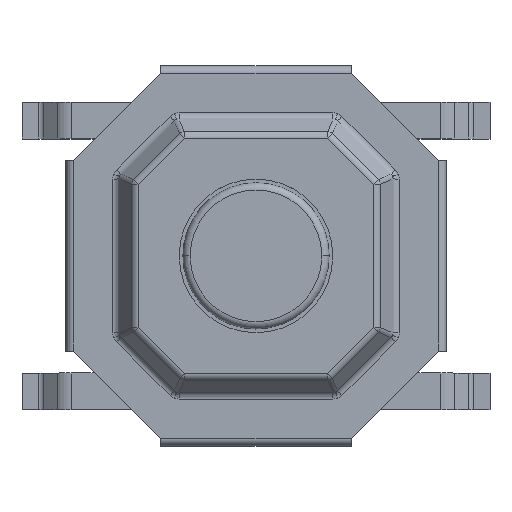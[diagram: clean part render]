
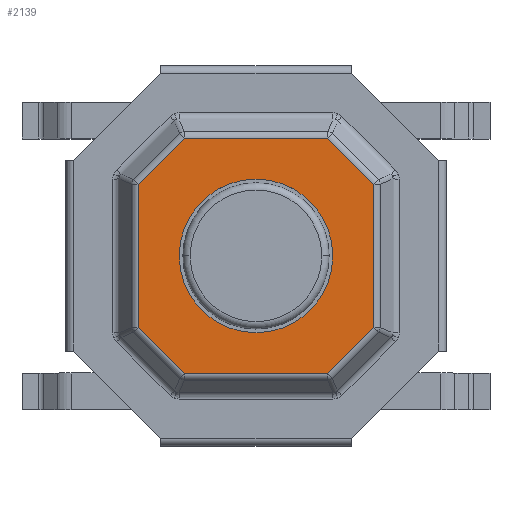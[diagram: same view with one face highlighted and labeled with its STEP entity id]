
A CAD part, top view. The second image highlights one B-rep face of the part: STEP entity #2139.
In plain terms, the highlighted planar face has unit normal (0, 0, 1).
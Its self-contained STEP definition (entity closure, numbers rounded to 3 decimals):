
#1190 = VERTEX_POINT('',#1191);
#1191 = CARTESIAN_POINT('',(1.05,0.,1.2));
#1197 = EDGE_CURVE('',#1198,#1190,#1200,.T.);
#1198 = VERTEX_POINT('',#1199);
#1199 = CARTESIAN_POINT('',(-1.05,0.,1.2));
#1200 = CIRCLE('',#1201,1.05);
#1201 = AXIS2_PLACEMENT_3D('',#1202,#1203,#1204);
#1202 = CARTESIAN_POINT('',(0.,0.,1.2));
#1203 = DIRECTION('',(0.,0.,1.));
#1204 = DIRECTION('',(1.,0.,-0.));
#2139 = ADVANCED_FACE('',(#2140,#2206),#2216,.F.);
#2140 = FACE_BOUND('',#2141,.T.);
#2141 = EDGE_LOOP('',(#2142,#2152,#2160,#2168,#2176,#2184,#2192,#2200));
#2142 = ORIENTED_EDGE('',*,*,#2143,.T.);
#2143 = EDGE_CURVE('',#2144,#2146,#2148,.T.);
#2144 = VERTEX_POINT('',#2145);
#2145 = CARTESIAN_POINT('',(0.98,1.611,1.2));
#2146 = VERTEX_POINT('',#2147);
#2147 = CARTESIAN_POINT('',(-0.98,1.611,1.2));
#2148 = LINE('',#2149,#2150);
#2149 = CARTESIAN_POINT('',(0.,1.611,1.2));
#2150 = VECTOR('',#2151,1.);
#2151 = DIRECTION('',(-1.,-0.,-0.));
#2152 = ORIENTED_EDGE('',*,*,#2153,.T.);
#2153 = EDGE_CURVE('',#2146,#2154,#2156,.T.);
#2154 = VERTEX_POINT('',#2155);
#2155 = CARTESIAN_POINT('',(-1.611,0.98,1.2));
#2156 = LINE('',#2157,#2158);
#2157 = CARTESIAN_POINT('',(-1.296,1.296,1.2));
#2158 = VECTOR('',#2159,1.);
#2159 = DIRECTION('',(-0.707,-0.707,-0.));
#2160 = ORIENTED_EDGE('',*,*,#2161,.T.);
#2161 = EDGE_CURVE('',#2154,#2162,#2164,.T.);
#2162 = VERTEX_POINT('',#2163);
#2163 = CARTESIAN_POINT('',(-1.611,-0.98,1.2));
#2164 = LINE('',#2165,#2166);
#2165 = CARTESIAN_POINT('',(-1.611,0.,1.2));
#2166 = VECTOR('',#2167,1.);
#2167 = DIRECTION('',(-0.,-1.,-0.));
#2168 = ORIENTED_EDGE('',*,*,#2169,.T.);
#2169 = EDGE_CURVE('',#2162,#2170,#2172,.T.);
#2170 = VERTEX_POINT('',#2171);
#2171 = CARTESIAN_POINT('',(-0.98,-1.611,1.2));
#2172 = LINE('',#2173,#2174);
#2173 = CARTESIAN_POINT('',(-1.296,-1.296,1.2));
#2174 = VECTOR('',#2175,1.);
#2175 = DIRECTION('',(0.707,-0.707,-0.));
#2176 = ORIENTED_EDGE('',*,*,#2177,.T.);
#2177 = EDGE_CURVE('',#2170,#2178,#2180,.T.);
#2178 = VERTEX_POINT('',#2179);
#2179 = CARTESIAN_POINT('',(0.98,-1.611,1.2));
#2180 = LINE('',#2181,#2182);
#2181 = CARTESIAN_POINT('',(0.,-1.611,1.2));
#2182 = VECTOR('',#2183,1.);
#2183 = DIRECTION('',(1.,-0.,-0.));
#2184 = ORIENTED_EDGE('',*,*,#2185,.T.);
#2185 = EDGE_CURVE('',#2178,#2186,#2188,.T.);
#2186 = VERTEX_POINT('',#2187);
#2187 = CARTESIAN_POINT('',(1.611,-0.98,1.2));
#2188 = LINE('',#2189,#2190);
#2189 = CARTESIAN_POINT('',(1.296,-1.296,1.2));
#2190 = VECTOR('',#2191,1.);
#2191 = DIRECTION('',(0.707,0.707,-0.));
#2192 = ORIENTED_EDGE('',*,*,#2193,.T.);
#2193 = EDGE_CURVE('',#2186,#2194,#2196,.T.);
#2194 = VERTEX_POINT('',#2195);
#2195 = CARTESIAN_POINT('',(1.611,0.98,1.2));
#2196 = LINE('',#2197,#2198);
#2197 = CARTESIAN_POINT('',(1.611,0.,1.2));
#2198 = VECTOR('',#2199,1.);
#2199 = DIRECTION('',(-0.,1.,-0.));
#2200 = ORIENTED_EDGE('',*,*,#2201,.T.);
#2201 = EDGE_CURVE('',#2194,#2144,#2202,.T.);
#2202 = LINE('',#2203,#2204);
#2203 = CARTESIAN_POINT('',(1.296,1.296,1.2));
#2204 = VECTOR('',#2205,1.);
#2205 = DIRECTION('',(-0.707,0.707,-0.));
#2206 = FACE_BOUND('',#2207,.T.);
#2207 = EDGE_LOOP('',(#2208,#2215));
#2208 = ORIENTED_EDGE('',*,*,#2209,.F.);
#2209 = EDGE_CURVE('',#1190,#1198,#2210,.T.);
#2210 = CIRCLE('',#2211,1.05);
#2211 = AXIS2_PLACEMENT_3D('',#2212,#2213,#2214);
#2212 = CARTESIAN_POINT('',(0.,0.,1.2));
#2213 = DIRECTION('',(0.,0.,1.));
#2214 = DIRECTION('',(1.,0.,-0.));
#2215 = ORIENTED_EDGE('',*,*,#1197,.F.);
#2216 = PLANE('',#2217);
#2217 = AXIS2_PLACEMENT_3D('',#2218,#2219,#2220);
#2218 = CARTESIAN_POINT('',(0.,0.,1.2));
#2219 = DIRECTION('',(0.,0.,-1.));
#2220 = DIRECTION('',(-1.,0.,0.));
